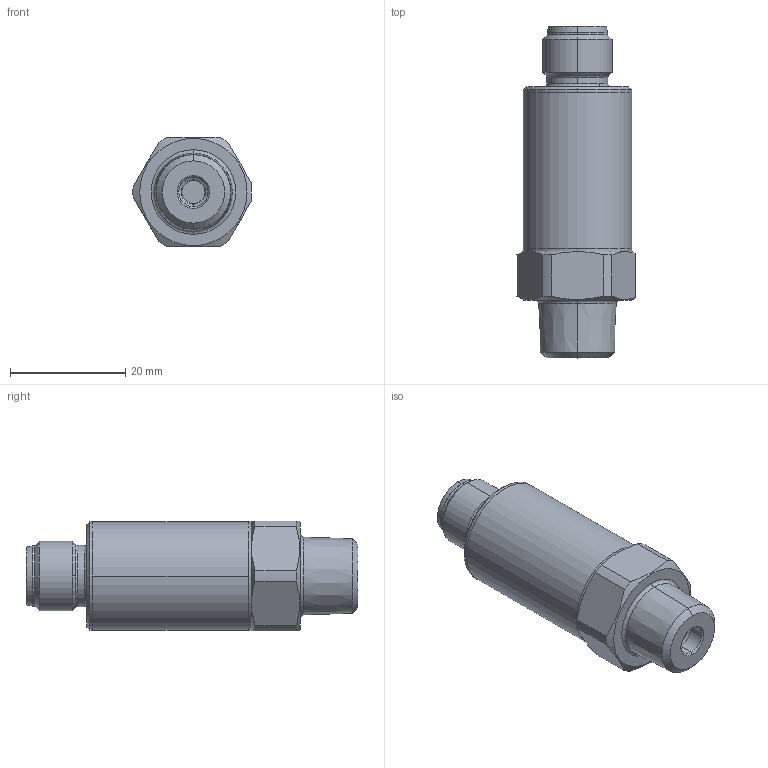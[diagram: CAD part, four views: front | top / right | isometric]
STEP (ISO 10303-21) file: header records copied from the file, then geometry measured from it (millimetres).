
FILE_DESCRIPTION (( 'STEP AP214' ), '1' );
FILE_NAME ('825X.XX.XX.19.35.STEP', '2017-06-27T04:45:53', ( 'upgadmin' ), ( 'Hewlett-Packard Company' ), 'SwSTEP 2.0', 'SolidWorks 2016', '' );
FILE_SCHEMA (( 'AUTOMOTIVE_DESIGN' ));
Length unit declared in the file: millimetre
Products named in the file (8): C24154_19; C21542_defeatured; 825X.XX.XX.19.35; M12x1_5P_35; C23589_C23589; C24154_19_C24154; C23589
Assembly tree (4 placements, depth 3):
  C24154_19
  C21542_defeatured
  825X.XX.XX.19.35
    C21542_defeatured
    C24154_19_C24154
    M12x1_5P_35
      C23589_C23589
  C23589
Bounding box: 20.5 x 57.55 x 19 mm (x, y, z)
Volume: 13104.6 mm3; surface area: 6300.6 mm2
Topology: 3 solids, 5 shells, 417 faces, 1087 edges, 674 vertices
Faces by surface type: cylinder 153, plane 132, cone 81, bspline 39, torus 12
Entity records: 15047 total; most frequent: CARTESIAN_POINT 4862, ORIENTED_EDGE 2146, DIRECTION 2060, EDGE_CURVE 1073, AXIS2_PLACEMENT_3D 821, VERTEX_POINT 674, EDGE_LOOP 447, CIRCLE 434
